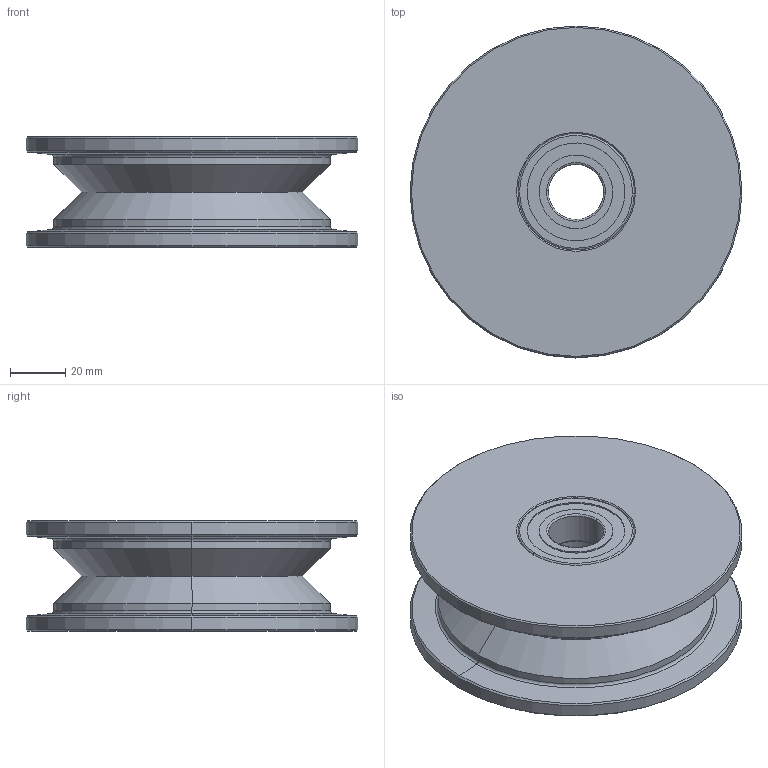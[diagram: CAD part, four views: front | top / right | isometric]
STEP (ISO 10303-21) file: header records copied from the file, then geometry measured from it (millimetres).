
FILE_DESCRIPTION (( 'STEP AP214' ), '1' );
FILE_NAME ('0012447.step', '2021-11-23T10:43:44', ( 'Windows-Benutzer' ), ( '' ), 'SwSTEP 2.0', 'SolidWorks 2020', '' );
FILE_SCHEMA (( 'AUTOMOTIVE_DESIGN' ));
Length unit declared in the file: millimetre
Products named in the file (1): 0012447
Bounding box: 120 x 120 x 40.1 mm (x, y, z)
Volume: 300789.3 mm3; surface area: 68898.3 mm2
Topology: 12 solids, 12 shells, 140 faces, 280 edges, 162 vertices
Faces by surface type: cylinder 58, torus 40, plane 22, cone 20
Entity records: 5375 total; most frequent: DIRECTION 764, CARTESIAN_POINT 583, ORIENTED_EDGE 560, AXIS2_PLACEMENT_3D 343, EDGE_CURVE 280, CIRCLE 202, VERTEX_POINT 162, EDGE_LOOP 162
